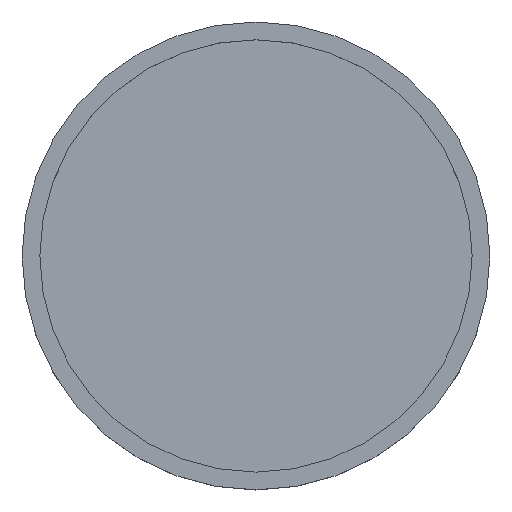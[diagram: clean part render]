
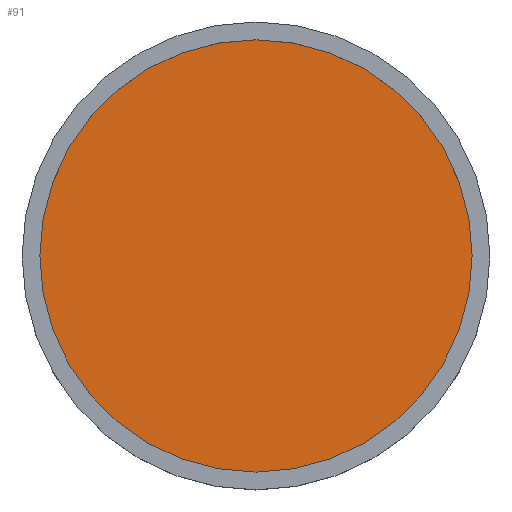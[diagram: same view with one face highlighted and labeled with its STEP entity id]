
A CAD part, top view. The second image highlights one B-rep face of the part: STEP entity #91.
In plain terms, the highlighted planar face has unit normal (0, 0, 1).
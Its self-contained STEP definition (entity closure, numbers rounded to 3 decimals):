
#20=PLANE('',#118);
#27=FACE_OUTER_BOUND('',#36,.T.);
#36=EDGE_LOOP('',(#81));
#43=CIRCLE('',#107,11.55);
#49=VERTEX_POINT('',#152);
#55=EDGE_CURVE('',#49,#49,#43,.T.);
#81=ORIENTED_EDGE('',*,*,#55,.T.);
#91=ADVANCED_FACE('',(#27),#20,.F.);
#107=AXIS2_PLACEMENT_3D('',#153,#123,#124);
#118=AXIS2_PLACEMENT_3D('',#172,#148,#149);
#123=DIRECTION('center_axis',(0.,0.,1.));
#124=DIRECTION('ref_axis',(1.,0.,0.));
#148=DIRECTION('center_axis',(0.,0.,-1.));
#149=DIRECTION('ref_axis',(-1.,0.,0.));
#152=CARTESIAN_POINT('',(-11.109,-2.006,5.63));
#153=CARTESIAN_POINT('Origin',(0.441,-2.006,5.63));
#172=CARTESIAN_POINT('Origin',(0.441,-13.556,5.63));
